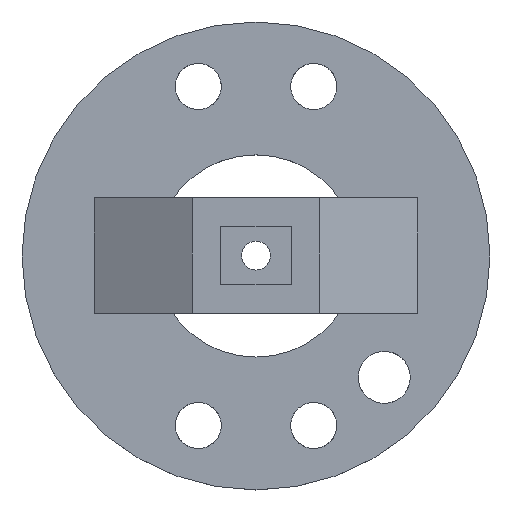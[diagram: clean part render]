
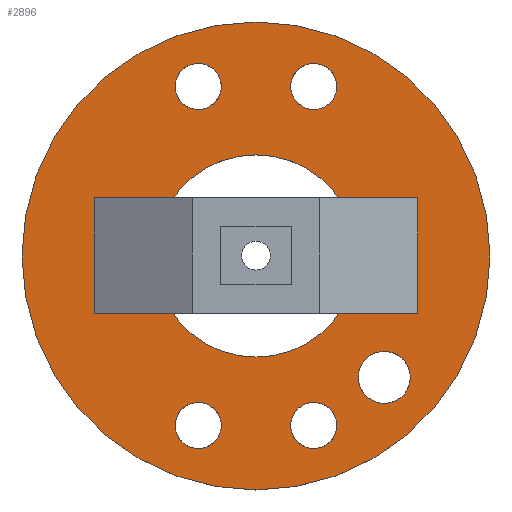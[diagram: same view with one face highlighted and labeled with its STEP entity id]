
A CAD part, top view. The second image highlights one B-rep face of the part: STEP entity #2896.
In plain terms, the highlighted planar face has unit normal (0, 0, 1).
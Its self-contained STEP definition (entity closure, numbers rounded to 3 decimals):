
#2362 = VERTEX_POINT('',#2363);
#2363 = CARTESIAN_POINT('',(26.7,-21.,26.));
#2369 = EDGE_CURVE('',#2362,#2362,#2370,.T.);
#2370 = CIRCLE('',#2371,4.5);
#2371 = AXIS2_PLACEMENT_3D('',#2372,#2373,#2374);
#2372 = CARTESIAN_POINT('',(22.2,-21.,26.));
#2373 = DIRECTION('',(0.,0.,-1.));
#2374 = DIRECTION('',(1.,0.,0.));
#2876 = VERTEX_POINT('',#2877);
#2877 = CARTESIAN_POINT('',(40.5,0.,26.));
#2883 = EDGE_CURVE('',#2876,#2876,#2884,.T.);
#2884 = CIRCLE('',#2885,40.5);
#2885 = AXIS2_PLACEMENT_3D('',#2886,#2887,#2888);
#2886 = CARTESIAN_POINT('',(0.,0.,26.));
#2887 = DIRECTION('',(0.,0.,1.));
#2888 = DIRECTION('',(1.,0.,0.));
#2896 = ADVANCED_FACE('',(#2897,#2900,#2911,#2922,#2925,#2959,#2970,
    #2981,#3015),#3026,.T.);
#2897 = FACE_BOUND('',#2898,.T.);
#2898 = EDGE_LOOP('',(#2899));
#2899 = ORIENTED_EDGE('',*,*,#2883,.T.);
#2900 = FACE_BOUND('',#2901,.T.);
#2901 = EDGE_LOOP('',(#2902));
#2902 = ORIENTED_EDGE('',*,*,#2903,.F.);
#2903 = EDGE_CURVE('',#2904,#2904,#2906,.T.);
#2904 = VERTEX_POINT('',#2905);
#2905 = CARTESIAN_POINT('',(-6.,-29.343,26.));
#2906 = CIRCLE('',#2907,4.);
#2907 = AXIS2_PLACEMENT_3D('',#2908,#2909,#2910);
#2908 = CARTESIAN_POINT('',(-10.,-29.343,26.));
#2909 = DIRECTION('',(0.,0.,1.));
#2910 = DIRECTION('',(1.,0.,0.));
#2911 = FACE_BOUND('',#2912,.T.);
#2912 = EDGE_LOOP('',(#2913));
#2913 = ORIENTED_EDGE('',*,*,#2914,.F.);
#2914 = EDGE_CURVE('',#2915,#2915,#2917,.T.);
#2915 = VERTEX_POINT('',#2916);
#2916 = CARTESIAN_POINT('',(14.,-29.343,26.));
#2917 = CIRCLE('',#2918,4.);
#2918 = AXIS2_PLACEMENT_3D('',#2919,#2920,#2921);
#2919 = CARTESIAN_POINT('',(10.,-29.343,26.));
#2920 = DIRECTION('',(0.,0.,1.));
#2921 = DIRECTION('',(1.,0.,0.));
#2922 = FACE_BOUND('',#2923,.T.);
#2923 = EDGE_LOOP('',(#2924));
#2924 = ORIENTED_EDGE('',*,*,#2369,.T.);
#2925 = FACE_BOUND('',#2926,.T.);
#2926 = EDGE_LOOP('',(#2927,#2937,#2945,#2953));
#2927 = ORIENTED_EDGE('',*,*,#2928,.F.);
#2928 = EDGE_CURVE('',#2929,#2931,#2933,.T.);
#2929 = VERTEX_POINT('',#2930);
#2930 = CARTESIAN_POINT('',(-20.,-10.,26.));
#2931 = VERTEX_POINT('',#2932);
#2932 = CARTESIAN_POINT('',(-20.,10.,26.));
#2933 = LINE('',#2934,#2935);
#2934 = CARTESIAN_POINT('',(-20.,-10.,26.));
#2935 = VECTOR('',#2936,1.);
#2936 = DIRECTION('',(0.,1.,0.));
#2937 = ORIENTED_EDGE('',*,*,#2938,.F.);
#2938 = EDGE_CURVE('',#2939,#2929,#2941,.T.);
#2939 = VERTEX_POINT('',#2940);
#2940 = CARTESIAN_POINT('',(-28.,-10.,26.));
#2941 = LINE('',#2942,#2943);
#2942 = CARTESIAN_POINT('',(-28.,-10.,26.));
#2943 = VECTOR('',#2944,1.);
#2944 = DIRECTION('',(1.,0.,0.));
#2945 = ORIENTED_EDGE('',*,*,#2946,.F.);
#2946 = EDGE_CURVE('',#2947,#2939,#2949,.T.);
#2947 = VERTEX_POINT('',#2948);
#2948 = CARTESIAN_POINT('',(-28.,10.,26.));
#2949 = LINE('',#2950,#2951);
#2950 = CARTESIAN_POINT('',(-28.,10.,26.));
#2951 = VECTOR('',#2952,1.);
#2952 = DIRECTION('',(0.,-1.,0.));
#2953 = ORIENTED_EDGE('',*,*,#2954,.F.);
#2954 = EDGE_CURVE('',#2931,#2947,#2955,.T.);
#2955 = LINE('',#2956,#2957);
#2956 = CARTESIAN_POINT('',(-20.,10.,26.));
#2957 = VECTOR('',#2958,1.);
#2958 = DIRECTION('',(-1.,0.,0.));
#2959 = FACE_BOUND('',#2960,.T.);
#2960 = EDGE_LOOP('',(#2961));
#2961 = ORIENTED_EDGE('',*,*,#2962,.F.);
#2962 = EDGE_CURVE('',#2963,#2963,#2965,.T.);
#2963 = VERTEX_POINT('',#2964);
#2964 = CARTESIAN_POINT('',(-6.,29.343,26.));
#2965 = CIRCLE('',#2966,4.);
#2966 = AXIS2_PLACEMENT_3D('',#2967,#2968,#2969);
#2967 = CARTESIAN_POINT('',(-10.,29.343,26.));
#2968 = DIRECTION('',(0.,0.,1.));
#2969 = DIRECTION('',(1.,0.,0.));
#2970 = FACE_BOUND('',#2971,.T.);
#2971 = EDGE_LOOP('',(#2972));
#2972 = ORIENTED_EDGE('',*,*,#2973,.F.);
#2973 = EDGE_CURVE('',#2974,#2974,#2976,.T.);
#2974 = VERTEX_POINT('',#2975);
#2975 = CARTESIAN_POINT('',(17.5,0.,26.));
#2976 = CIRCLE('',#2977,17.5);
#2977 = AXIS2_PLACEMENT_3D('',#2978,#2979,#2980);
#2978 = CARTESIAN_POINT('',(0.,0.,26.));
#2979 = DIRECTION('',(0.,0.,1.));
#2980 = DIRECTION('',(1.,0.,0.));
#2981 = FACE_BOUND('',#2982,.T.);
#2982 = EDGE_LOOP('',(#2983,#2993,#3001,#3009));
#2983 = ORIENTED_EDGE('',*,*,#2984,.T.);
#2984 = EDGE_CURVE('',#2985,#2987,#2989,.T.);
#2985 = VERTEX_POINT('',#2986);
#2986 = CARTESIAN_POINT('',(20.,-10.,26.));
#2987 = VERTEX_POINT('',#2988);
#2988 = CARTESIAN_POINT('',(20.,10.,26.));
#2989 = LINE('',#2990,#2991);
#2990 = CARTESIAN_POINT('',(20.,-10.,26.));
#2991 = VECTOR('',#2992,1.);
#2992 = DIRECTION('',(0.,1.,0.));
#2993 = ORIENTED_EDGE('',*,*,#2994,.T.);
#2994 = EDGE_CURVE('',#2987,#2995,#2997,.T.);
#2995 = VERTEX_POINT('',#2996);
#2996 = CARTESIAN_POINT('',(28.,10.,26.));
#2997 = LINE('',#2998,#2999);
#2998 = CARTESIAN_POINT('',(20.,10.,26.));
#2999 = VECTOR('',#3000,1.);
#3000 = DIRECTION('',(1.,0.,0.));
#3001 = ORIENTED_EDGE('',*,*,#3002,.T.);
#3002 = EDGE_CURVE('',#2995,#3003,#3005,.T.);
#3003 = VERTEX_POINT('',#3004);
#3004 = CARTESIAN_POINT('',(28.,-10.,26.));
#3005 = LINE('',#3006,#3007);
#3006 = CARTESIAN_POINT('',(28.,10.,26.));
#3007 = VECTOR('',#3008,1.);
#3008 = DIRECTION('',(0.,-1.,0.));
#3009 = ORIENTED_EDGE('',*,*,#3010,.T.);
#3010 = EDGE_CURVE('',#3003,#2985,#3011,.T.);
#3011 = LINE('',#3012,#3013);
#3012 = CARTESIAN_POINT('',(28.,-10.,26.));
#3013 = VECTOR('',#3014,1.);
#3014 = DIRECTION('',(-1.,0.,0.));
#3015 = FACE_BOUND('',#3016,.T.);
#3016 = EDGE_LOOP('',(#3017));
#3017 = ORIENTED_EDGE('',*,*,#3018,.F.);
#3018 = EDGE_CURVE('',#3019,#3019,#3021,.T.);
#3019 = VERTEX_POINT('',#3020);
#3020 = CARTESIAN_POINT('',(14.,29.343,26.));
#3021 = CIRCLE('',#3022,4.);
#3022 = AXIS2_PLACEMENT_3D('',#3023,#3024,#3025);
#3023 = CARTESIAN_POINT('',(10.,29.343,26.));
#3024 = DIRECTION('',(0.,0.,1.));
#3025 = DIRECTION('',(1.,0.,0.));
#3026 = PLANE('',#3027);
#3027 = AXIS2_PLACEMENT_3D('',#3028,#3029,#3030);
#3028 = CARTESIAN_POINT('',(0.,0.,26.)
  );
#3029 = DIRECTION('',(0.,0.,1.));
#3030 = DIRECTION('',(1.,0.,0.));
